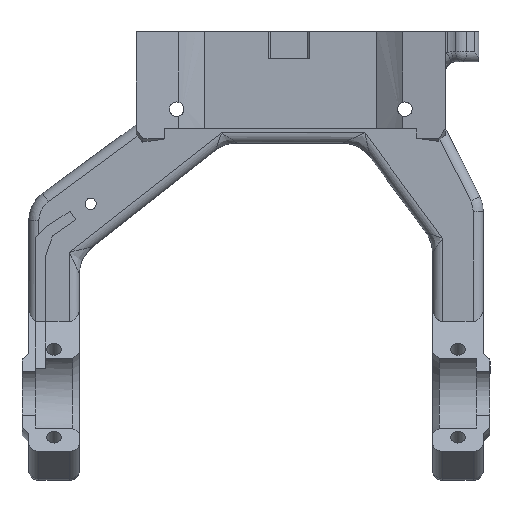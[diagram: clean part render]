
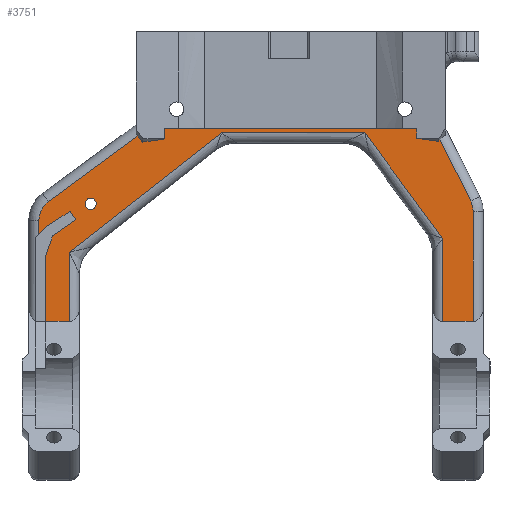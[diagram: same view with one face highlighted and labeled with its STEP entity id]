
A CAD part, front view. The second image highlights one B-rep face of the part: STEP entity #3751.
In plain terms, the highlighted planar face has unit normal (0, -1, 0).
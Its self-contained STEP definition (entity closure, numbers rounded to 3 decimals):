
#114=FACE_BOUND('',#1429,.T.);
#194=PLANE('',#4137);
#429=LINE('',#5666,#722);
#431=LINE('',#5673,#724);
#435=LINE('',#5764,#728);
#462=LINE('',#5882,#755);
#473=LINE('',#5936,#766);
#480=LINE('',#6089,#773);
#485=LINE('',#6102,#778);
#492=LINE('',#6115,#785);
#496=LINE('',#6126,#789);
#498=LINE('',#6130,#791);
#501=LINE('',#6138,#794);
#515=LINE('',#6172,#808);
#517=LINE('',#6176,#810);
#519=LINE('',#6179,#812);
#521=LINE('',#6183,#814);
#524=LINE('',#6191,#817);
#533=LINE('',#6212,#826);
#552=LINE('',#6273,#845);
#556=LINE('',#6286,#849);
#569=LINE('',#6920,#862);
#600=LINE('',#7335,#893);
#603=LINE('',#7340,#896);
#641=LINE('',#7508,#934);
#646=LINE('',#7517,#939);
#722=VECTOR('',#4369,10.);
#724=VECTOR('',#4377,10.);
#728=VECTOR('',#4399,10.);
#755=VECTOR('',#4474,10.);
#766=VECTOR('',#4519,10.);
#773=VECTOR('',#4558,10.);
#778=VECTOR('',#4571,10.);
#785=VECTOR('',#4582,10.);
#789=VECTOR('',#4592,10.);
#791=VECTOR('',#4596,10.);
#794=VECTOR('',#4601,10.);
#808=VECTOR('',#4627,10.);
#810=VECTOR('',#4631,10.);
#812=VECTOR('',#4635,10.);
#814=VECTOR('',#4639,10.);
#817=VECTOR('',#4646,10.);
#826=VECTOR('',#4667,10.);
#845=VECTOR('',#4724,10.);
#849=VECTOR('',#4738,10.);
#862=VECTOR('',#4803,10.);
#893=VECTOR('',#4976,10.);
#896=VECTOR('',#4983,10.);
#934=VECTOR('',#5147,10.);
#939=VECTOR('',#5160,10.);
#1213=FACE_OUTER_BOUND('',#1428,.T.);
#1428=EDGE_LOOP('',(#3496,#3497,#3498,#3499,#3500,#3501,#3502,#3503,#3504,
#3505,#3506,#3507,#3508,#3509,#3510,#3511,#3512,#3513,#3514,#3515,#3516,
#3517,#3518,#3519,#3520,#3521));
#1429=EDGE_LOOP('',(#3522));
#1466=CIRCLE('',#3874,7.);
#1478=CIRCLE('',#3896,7.);
#1492=CIRCLE('',#3956,1.65);
#1648=VERTEX_POINT('',#5618);
#1654=VERTEX_POINT('',#5665);
#1656=VERTEX_POINT('',#5671);
#1662=VERTEX_POINT('',#5756);
#1664=VERTEX_POINT('',#5762);
#1673=VERTEX_POINT('',#5800);
#1676=VERTEX_POINT('',#5805);
#1698=VERTEX_POINT('',#5881);
#1702=VERTEX_POINT('',#5901);
#1705=VERTEX_POINT('',#5906);
#1715=VERTEX_POINT('',#5935);
#1722=VERTEX_POINT('',#6086);
#1723=VERTEX_POINT('',#6088);
#1727=VERTEX_POINT('',#6101);
#1730=VERTEX_POINT('',#6112);
#1731=VERTEX_POINT('',#6114);
#1736=VERTEX_POINT('',#6128);
#1739=VERTEX_POINT('',#6135);
#1740=VERTEX_POINT('',#6137);
#1753=VERTEX_POINT('',#6169);
#1754=VERTEX_POINT('',#6171);
#1755=VERTEX_POINT('',#6175);
#1756=VERTEX_POINT('',#6181);
#1759=VERTEX_POINT('',#6189);
#1770=VERTEX_POINT('',#6227);
#1792=VERTEX_POINT('',#6284);
#1902=VERTEX_POINT('',#7495);
#2030=EDGE_CURVE('',#1648,#1654,#429,.T.);
#2034=EDGE_CURVE('',#1656,#1648,#431,.T.);
#2045=EDGE_CURVE('',#1664,#1662,#435,.T.);
#2059=EDGE_CURVE('',#1676,#1673,#1466,.T.);
#2091=EDGE_CURVE('',#1673,#1698,#462,.T.);
#2100=EDGE_CURVE('',#1705,#1702,#1478,.T.);
#2114=EDGE_CURVE('',#1702,#1715,#473,.T.);
#2131=EDGE_CURVE('',#1722,#1723,#480,.F.);
#2138=EDGE_CURVE('',#1727,#1698,#485,.T.);
#2145=EDGE_CURVE('',#1730,#1731,#492,.T.);
#2151=EDGE_CURVE('',#1727,#1730,#496,.F.);
#2153=EDGE_CURVE('',#1736,#1722,#498,.F.);
#2156=EDGE_CURVE('',#1739,#1740,#501,.T.);
#2173=EDGE_CURVE('',#1754,#1753,#515,.T.);
#2175=EDGE_CURVE('',#1755,#1754,#517,.T.);
#2177=EDGE_CURVE('',#1739,#1755,#519,.T.);
#2179=EDGE_CURVE('',#1753,#1756,#521,.T.);
#2183=EDGE_CURVE('',#1756,#1759,#524,.T.);
#2194=EDGE_CURVE('',#1740,#1676,#533,.T.);
#2202=EDGE_CURVE('',#1770,#1770,#1492,.T.);
#2224=EDGE_CURVE('',#1656,#1715,#552,.T.);
#2231=EDGE_CURVE('',#1759,#1792,#556,.T.);
#2300=EDGE_CURVE('',#1662,#1792,#569,.T.);
#2383=EDGE_CURVE('',#1654,#1664,#600,.T.);
#2386=EDGE_CURVE('',#1723,#1705,#603,.T.);
#2447=EDGE_CURVE('',#1902,#1731,#641,.T.);
#2452=EDGE_CURVE('',#1902,#1736,#646,.T.);
#3496=ORIENTED_EDGE('',*,*,#2059,.F.);
#3497=ORIENTED_EDGE('',*,*,#2194,.F.);
#3498=ORIENTED_EDGE('',*,*,#2156,.F.);
#3499=ORIENTED_EDGE('',*,*,#2177,.T.);
#3500=ORIENTED_EDGE('',*,*,#2175,.T.);
#3501=ORIENTED_EDGE('',*,*,#2173,.T.);
#3502=ORIENTED_EDGE('',*,*,#2179,.T.);
#3503=ORIENTED_EDGE('',*,*,#2183,.T.);
#3504=ORIENTED_EDGE('',*,*,#2231,.T.);
#3505=ORIENTED_EDGE('',*,*,#2300,.F.);
#3506=ORIENTED_EDGE('',*,*,#2045,.F.);
#3507=ORIENTED_EDGE('',*,*,#2383,.F.);
#3508=ORIENTED_EDGE('',*,*,#2030,.F.);
#3509=ORIENTED_EDGE('',*,*,#2034,.F.);
#3510=ORIENTED_EDGE('',*,*,#2224,.T.);
#3511=ORIENTED_EDGE('',*,*,#2114,.F.);
#3512=ORIENTED_EDGE('',*,*,#2100,.F.);
#3513=ORIENTED_EDGE('',*,*,#2386,.F.);
#3514=ORIENTED_EDGE('',*,*,#2131,.F.);
#3515=ORIENTED_EDGE('',*,*,#2153,.F.);
#3516=ORIENTED_EDGE('',*,*,#2452,.F.);
#3517=ORIENTED_EDGE('',*,*,#2447,.T.);
#3518=ORIENTED_EDGE('',*,*,#2145,.F.);
#3519=ORIENTED_EDGE('',*,*,#2151,.F.);
#3520=ORIENTED_EDGE('',*,*,#2138,.T.);
#3521=ORIENTED_EDGE('',*,*,#2091,.F.);
#3522=ORIENTED_EDGE('',*,*,#2202,.T.);
#3751=ADVANCED_FACE('',(#1213,#114),#194,.T.);
#3874=AXIS2_PLACEMENT_3D('',#5807,#4426,#4427);
#3896=AXIS2_PLACEMENT_3D('',#5908,#4493,#4494);
#3956=AXIS2_PLACEMENT_3D('',#6229,#4687,#4688);
#4137=AXIS2_PLACEMENT_3D('',#7516,#5158,#5159);
#4369=DIRECTION('',(-0.594,0.,0.805));
#4377=DIRECTION('',(0.,0.,1.));
#4399=DIRECTION('',(-0.787,0.,-0.617));
#4426=DIRECTION('center_axis',(0.,1.,0.));
#4427=DIRECTION('ref_axis',(-0.892,0.,0.452));
#4474=DIRECTION('',(0.806,0.,0.592));
#4493=DIRECTION('center_axis',(0.,1.,0.));
#4494=DIRECTION('ref_axis',(0.973,0.,0.231));
#4519=DIRECTION('',(0.,0.,-1.));
#4558=DIRECTION('',(-0.619,0.,-0.786));
#4571=DIRECTION('',(-0.619,0.,0.786));
#4582=DIRECTION('',(0.,0.,1.));
#4592=DIRECTION('',(-0.99,0.,-0.143));
#4596=DIRECTION('',(-0.99,0.,0.143));
#4601=DIRECTION('',(-0.707,0.,-0.707));
#4627=DIRECTION('',(-0.823,0.,-0.568));
#4631=DIRECTION('',(0.547,0.,-0.837));
#4635=DIRECTION('',(0.837,0.,0.547));
#4639=DIRECTION('',(-0.334,0.,-0.942));
#4646=DIRECTION('',(0.,0.,-1.));
#4667=DIRECTION('',(0.,0.,1.));
#4687=DIRECTION('center_axis',(0.,1.,0.));
#4688=DIRECTION('ref_axis',(1.,0.,0.));
#4724=DIRECTION('',(1.,0.,0.));
#4738=DIRECTION('',(1.,0.,0.));
#4803=DIRECTION('',(0.,0.,-1.));
#4976=DIRECTION('',(-1.,0.,0.));
#4983=DIRECTION('',(0.449,0.,-0.893));
#5147=DIRECTION('',(-1.,0.,0.));
#5158=DIRECTION('center_axis',(0.,-1.,0.));
#5159=DIRECTION('ref_axis',(0.,0.,-1.));
#5160=DIRECTION('',(0.,0.,-1.));
#5618=CARTESIAN_POINT('',(44.967,38.195,-28.192));
#5665=CARTESIAN_POINT('',(21.947,38.195,3.));
#5666=CARTESIAN_POINT('',(36.718,38.195,-17.015));
#5671=CARTESIAN_POINT('',(44.967,38.195,-52.823));
#5673=CARTESIAN_POINT('',(44.967,38.195,-29.88));
#5756=CARTESIAN_POINT('',(-65.558,38.195,-32.338));
#5762=CARTESIAN_POINT('',(-20.521,38.195,3.));
#5764=CARTESIAN_POINT('',(-33.865,38.195,-7.47));
#5800=CARTESIAN_POINT('',(-71.702,38.195,-17.356));
#5805=CARTESIAN_POINT('',(-74.558,38.195,-22.998));
#5807=CARTESIAN_POINT('Origin',(-67.558,38.195,-22.998));
#5881=CARTESIAN_POINT('',(-45.237,38.195,2.082));
#5882=CARTESIAN_POINT('',(-26.624,38.195,15.753));
#5901=CARTESIAN_POINT('',(53.967,38.195,-20.308));
#5906=CARTESIAN_POINT('',(53.221,38.195,-17.163));
#5908=CARTESIAN_POINT('Origin',(46.967,38.195,-20.308));
#5935=CARTESIAN_POINT('',(53.967,38.195,-52.823));
#5936=CARTESIAN_POINT('',(53.967,38.195,-64.88));
#6086=CARTESIAN_POINT('',(43.802,38.195,0.471));
#6088=CARTESIAN_POINT('',(44.138,38.195,0.897));
#6089=CARTESIAN_POINT('',(33.442,38.195,-12.686));
#6101=CARTESIAN_POINT('',(-43.802,38.195,0.261));
#6102=CARTESIAN_POINT('',(-16.221,38.195,-34.764));
#6112=CARTESIAN_POINT('',(-37.295,38.195,1.2));
#6114=CARTESIAN_POINT('',(-37.295,38.195,4.2));
#6115=CARTESIAN_POINT('',(-37.295,38.195,1.05));
#6126=CARTESIAN_POINT('',(5.77,38.195,7.417));
#6128=CARTESIAN_POINT('',(37.295,38.195,1.41));
#6130=CARTESIAN_POINT('',(32.724,38.195,2.07));
#6135=CARTESIAN_POINT('',(-72.558,38.195,-24.922));
#6137=CARTESIAN_POINT('',(-74.558,38.195,-26.922));
#6138=CARTESIAN_POINT('',(-48.784,38.195,-1.148));
#6169=CARTESIAN_POINT('',(-70.503,38.195,-27.498));
#6171=CARTESIAN_POINT('',(-63.63,38.195,-22.756));
#6172=CARTESIAN_POINT('',(-32.151,38.195,-1.041));
#6175=CARTESIAN_POINT('',(-65.309,38.195,-20.186));
#6176=CARTESIAN_POINT('',(-44.234,38.195,-52.438));
#6179=CARTESIAN_POINT('',(-36.134,38.195,-1.121));
#6181=CARTESIAN_POINT('',(-72.558,38.195,-33.291));
#6183=CARTESIAN_POINT('',(-66.449,38.195,-16.068));
#6189=CARTESIAN_POINT('',(-72.558,38.195,-52.823));
#6191=CARTESIAN_POINT('',(-72.558,38.195,-45.401));
#6212=CARTESIAN_POINT('',(-74.558,38.195,-29.88));
#6227=CARTESIAN_POINT('',(-60.887,38.195,-17.994));
#6229=CARTESIAN_POINT('Origin',(-59.237,38.195,-17.994));
#6273=CARTESIAN_POINT('',(49.704,38.195,-52.823));
#6284=CARTESIAN_POINT('',(-65.558,38.195,-52.823));
#6286=CARTESIAN_POINT('',(-64.333,38.195,-52.823));
#6920=CARTESIAN_POINT('',(-65.558,38.195,-64.88));
#7335=CARTESIAN_POINT('',(21.221,38.195,3.));
#7340=CARTESIAN_POINT('',(57.616,38.195,-25.901));
#7495=CARTESIAN_POINT('',(37.295,38.195,4.2));
#7508=CARTESIAN_POINT('',(45.792,38.195,4.2));
#7516=CARTESIAN_POINT('Origin',(42.441,38.195,-41.825));
#7517=CARTESIAN_POINT('',(37.295,38.195,1.05));
